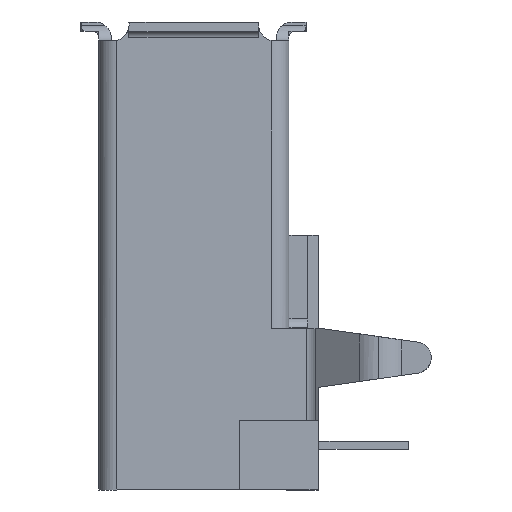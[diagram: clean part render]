
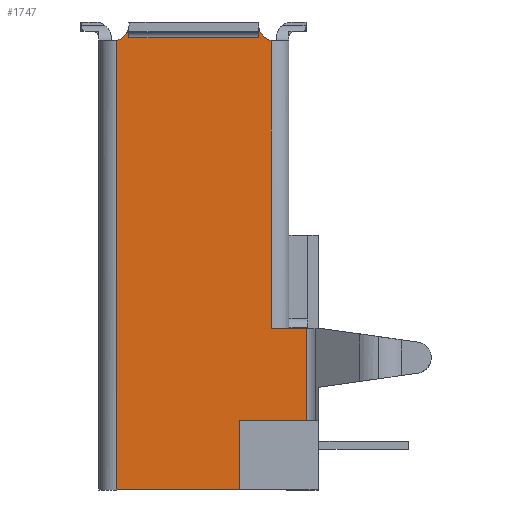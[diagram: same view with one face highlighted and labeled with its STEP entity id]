
A CAD part, left-side view. The second image highlights one B-rep face of the part: STEP entity #1747.
In plain terms, the highlighted planar face has unit normal (-1, 0, 0).
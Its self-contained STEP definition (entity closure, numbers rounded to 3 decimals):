
#1747=ADVANCED_FACE('',(#4803),#4804,.T.);
#3147=VERTEX_POINT('',#6312);
#3151=VERTEX_POINT('',#6316);
#3153=EDGE_CURVE('',#3151,#3147,#6318,.T.);
#3205=VERTEX_POINT('',#6370);
#3209=VERTEX_POINT('',#6374);
#3211=EDGE_CURVE('',#3209,#3205,#6376,.T.);
#3223=VERTEX_POINT('',#6388);
#3227=EDGE_CURVE('',#3205,#3223,#6392,.T.);
#3507=VERTEX_POINT('',#6672);
#3511=VERTEX_POINT('',#6676);
#3513=EDGE_CURVE('',#3511,#3507,#6678,.T.);
#3529=VERTEX_POINT('',#6694);
#3533=VERTEX_POINT('',#6698);
#3535=EDGE_CURVE('',#3533,#3529,#6700,.T.);
#3543=EDGE_CURVE('',#3529,#3511,#6708,.T.);
#3547=VERTEX_POINT('',#6712);
#3549=EDGE_CURVE('',#3547,#3223,#6714,.T.);
#3551=VERTEX_POINT('',#6716);
#3553=EDGE_CURVE('',#3547,#3551,#6718,.T.);
#3555=VERTEX_POINT('',#6720);
#3557=EDGE_CURVE('',#3551,#3555,#6722,.T.);
#3559=VERTEX_POINT('',#6724);
#3561=EDGE_CURVE('',#3559,#3555,#6726,.T.);
#3563=EDGE_CURVE('',#3151,#3559,#6728,.T.);
#3565=EDGE_CURVE('',#3533,#3147,#6730,.T.);
#3567=VERTEX_POINT('',#6732);
#3569=EDGE_CURVE('',#3567,#3507,#6734,.T.);
#3571=VERTEX_POINT('',#6736);
#3573=EDGE_CURVE('',#3567,#3571,#6738,.T.);
#3575=EDGE_CURVE('',#3571,#3209,#6740,.T.);
#4803=FACE_OUTER_BOUND('',#7958,.T.);
#4804=PLANE('',#7959);
#6312=CARTESIAN_POINT('',(-6.55,5.9,-14.5));
#6316=CARTESIAN_POINT('',(-6.55,5.9,-0.573));
#6318=LINE('',#10120,#10121);
#6370=CARTESIAN_POINT('',(-6.55,1.105,-0.58));
#6374=CARTESIAN_POINT('',(-6.55,1.1,-0.58));
#6376=LINE('',#10207,#10208);
#6388=CARTESIAN_POINT('',(-6.55,1.105,-0.572));
#6392=LINE('',#10232,#10233);
#6672=CARTESIAN_POINT('',(-6.55,0.,-12.36));
#6676=CARTESIAN_POINT('',(-6.55,2.083,-12.36));
#6678=LINE('',#10715,#10716);
#6694=CARTESIAN_POINT('',(-6.55,2.083,-14.499));
#6698=CARTESIAN_POINT('',(-6.55,0.,-14.5));
#6700=LINE('',#10749,#10750);
#6708=LINE('',#10762,#10763);
#6712=CARTESIAN_POINT('',(-6.55,1.489,-0.17));
#6714=CIRCLE('',#10772,0.499);
#6716=CARTESIAN_POINT('',(-6.55,1.489,-0.489));
#6718=LINE('',#10777,#10778);
#6720=CARTESIAN_POINT('',(-6.55,5.511,-0.489));
#6722=LINE('',#10783,#10784);
#6724=CARTESIAN_POINT('',(-6.55,5.511,-0.17));
#6726=LINE('',#10789,#10790);
#6728=CIRCLE('',#10793,0.499);
#6730=LINE('',#10796,#10797);
#6732=CARTESIAN_POINT('',(-6.55,0.,-9.5));
#6734=LINE('',#10802,#10803);
#6736=CARTESIAN_POINT('',(-6.55,1.1,-9.5));
#6738=LINE('',#10808,#10809);
#6740=LINE('',#10812,#10813);
#7958=EDGE_LOOP('',(#13470,#13471,#13472,#13473,#13474,#13475,#13476,#13477,#13478,#13479,#13480,#13481,#13482,#13483,#13484));
#7959=AXIS2_PLACEMENT_3D('',#13485,#13486,#13487);
#10120=CARTESIAN_POINT('',(-6.55,5.9,0.4));
#10121=VECTOR('',#15025,1.0);
#10207=CARTESIAN_POINT('',(-6.55,1.159,-0.58));
#10208=VECTOR('',#15045,1.0);
#10232=CARTESIAN_POINT('',(-6.55,1.105,0.305));
#10233=VECTOR('',#15052,1.0);
#10715=CARTESIAN_POINT('',(-6.55,1.178,-12.36));
#10716=VECTOR('',#15169,1.0);
#10749=CARTESIAN_POINT('',(-6.55,1.178,-14.499));
#10750=VECTOR('',#15175,1.0);
#10762=CARTESIAN_POINT('',(-6.55,2.083,-6.515));
#10763=VECTOR('',#15180,1.0);
#10772=AXIS2_PLACEMENT_3D('',#15182,#15183,#15184);
#10777=CARTESIAN_POINT('',(-6.55,1.489,0.4));
#10778=VECTOR('',#15185,1.0);
#10783=CARTESIAN_POINT('',(-6.55,0.,-0.489));
#10784=VECTOR('',#15186,1.0);
#10789=CARTESIAN_POINT('',(-6.55,5.511,0.4));
#10790=VECTOR('',#15187,1.0);
#10793=AXIS2_PLACEMENT_3D('',#15188,#15189,#15190);
#10796=CARTESIAN_POINT('',(-6.55,3.223,-14.5));
#10797=VECTOR('',#15191,1.0);
#10802=CARTESIAN_POINT('',(-6.55,0.,-0.489));
#10803=VECTOR('',#15192,1.0);
#10808=CARTESIAN_POINT('',(-6.55,0.685,-9.5));
#10809=VECTOR('',#15193,1.0);
#10812=CARTESIAN_POINT('',(-6.55,1.1,-4.75));
#10813=VECTOR('',#15194,1.0);
#13470=ORIENTED_EDGE('',*,*,#3227,.T.);
#13471=ORIENTED_EDGE('',*,*,#3549,.F.);
#13472=ORIENTED_EDGE('',*,*,#3553,.T.);
#13473=ORIENTED_EDGE('',*,*,#3557,.T.);
#13474=ORIENTED_EDGE('',*,*,#3561,.F.);
#13475=ORIENTED_EDGE('',*,*,#3563,.F.);
#13476=ORIENTED_EDGE('',*,*,#3153,.T.);
#13477=ORIENTED_EDGE('',*,*,#3565,.F.);
#13478=ORIENTED_EDGE('',*,*,#3535,.T.);
#13479=ORIENTED_EDGE('',*,*,#3543,.T.);
#13480=ORIENTED_EDGE('',*,*,#3513,.T.);
#13481=ORIENTED_EDGE('',*,*,#3569,.F.);
#13482=ORIENTED_EDGE('',*,*,#3573,.T.);
#13483=ORIENTED_EDGE('',*,*,#3575,.T.);
#13484=ORIENTED_EDGE('',*,*,#3211,.T.);
#13485=CARTESIAN_POINT('',(-6.55,1.489,0.4));
#13486=DIRECTION('',(-1.0,0.,0.));
#13487=DIRECTION('',(0.,0.0,1.0));
#15025=DIRECTION('',(0.,0.0,-1.0));
#15045=DIRECTION('',(0.,1.0,0.));
#15052=DIRECTION('',(0.,0.0,1.0));
#15169=DIRECTION('',(0.,-1.0,0.));
#15175=DIRECTION('',(0.,1.0,0.));
#15180=DIRECTION('',(0.,0.0,1.0));
#15182=CARTESIAN_POINT('',(-6.55,0.997,-0.085));
#15183=DIRECTION('',(-1.0,0.,0.));
#15184=DIRECTION('',(0.,0.,-1.0));
#15185=DIRECTION('',(0.,0.0,-1.0));
#15186=DIRECTION('',(0.,1.0,0.));
#15187=DIRECTION('',(0.,0.0,-1.0));
#15188=CARTESIAN_POINT('',(-6.55,6.003,-0.085));
#15189=DIRECTION('',(-1.0,0.0,0.));
#15190=DIRECTION('',(0.,0.0,-1.0));
#15191=DIRECTION('',(0.,1.0,0.));
#15192=DIRECTION('',(0.,0.,-1.0));
#15193=DIRECTION('',(0.,1.0,0.));
#15194=DIRECTION('',(0.,0.0,1.0));
